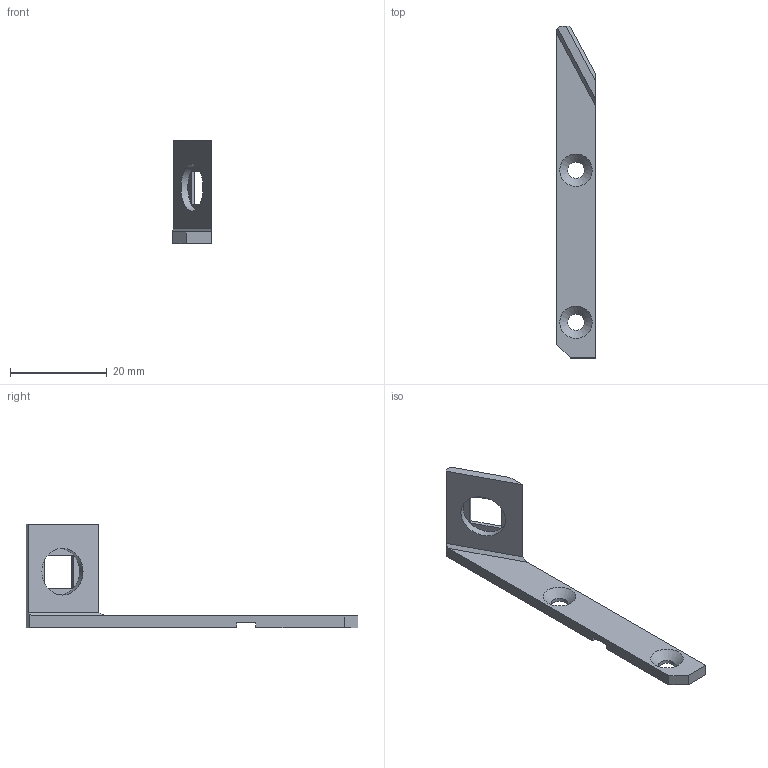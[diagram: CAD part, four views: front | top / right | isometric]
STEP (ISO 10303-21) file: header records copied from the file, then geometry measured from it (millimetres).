
FILE_DESCRIPTION(/* description */ ('STEP AP242','CAx-IF Rec.Pracs.---Representation and Presentation of Product Manufacturing Information (PMI)---4.0---2014-10-13','CAx-IF Rec.Pracs.---3D Tessellated Geometry---0.4---2014-09-14','2;1'),/* implementation_level */ '2;1');
FILE_NAME(/* name */ '63f7d6ce8662c936e61401e7',/* time_stamp */ '2023-02-23T21:12:46+00:00',/* author */ (''),/* organization */ (''),/* preprocessor_version */ 'ST-DEVELOPER v18.102',/* originating_system */ ' ',/* authorisation */ ' ');
FILE_SCHEMA (('AP242_MANAGED_MODEL_BASED_3D_ENGINEERING_MIM_LF { 1 0 10303 442 1 1 4 }'));
Length unit declared in the file: metre
Products named in the file (1): Part 2
Bounding box: 8 x 68.75 x 21.36 mm (x, y, z)
Volume: 1614.6 mm3; surface area: 2036 mm2
Topology: 1 solids, 1 shells, 32 faces, 82 edges, 52 vertices
Faces by surface type: plane 27, cylinder 3, cone 2
Full cylindrical faces by diameter (mm): 3.4 x2, 9.7 x1
Entity records: 937 total; most frequent: CARTESIAN_POINT 162, DIRECTION 149, ORIENTED_EDGE 148, EDGE_CURVE 74, LINE 61, VECTOR 61, VERTEX_POINT 49, AXIS2_PLACEMENT_3D 44
